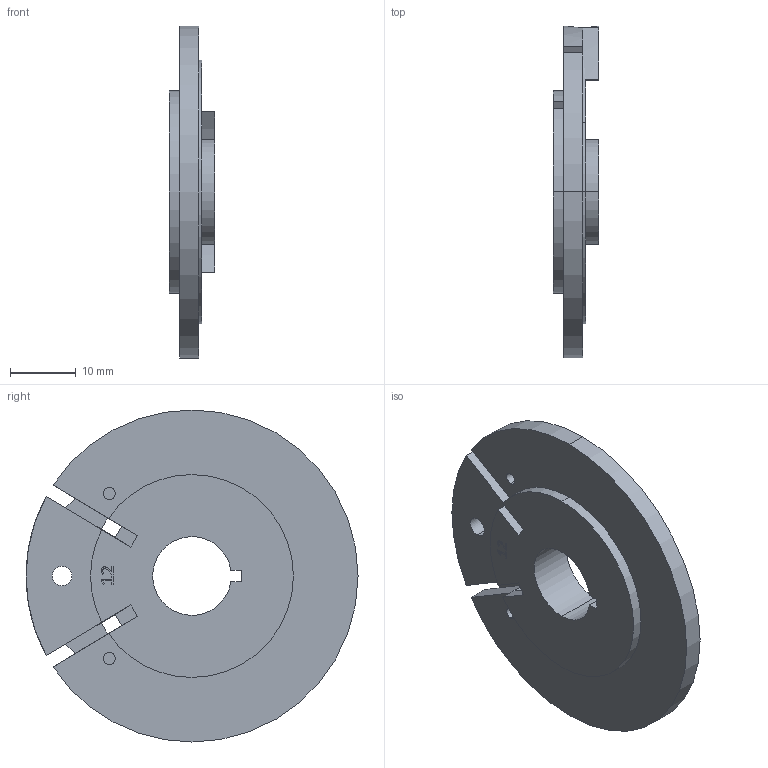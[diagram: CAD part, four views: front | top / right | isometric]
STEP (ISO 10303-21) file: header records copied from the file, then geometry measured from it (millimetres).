
FILE_DESCRIPTION (( 'STEP AP214' ), '1' );
FILE_NAME ('Drum - Disc 12.STEP', '2025-07-06T08:34:49', ( '' ), ( '' ), 'SwSTEP 2.0', 'SolidWorks 2025', '' );
FILE_SCHEMA (( 'AUTOMOTIVE_DESIGN' ));
Length unit declared in the file: millimetre
Products named in the file (1): Drum - Disc 12
Bounding box: 7 x 50.65 x 50.65 mm (x, y, z)
Volume: 7150.9 mm3; surface area: 5253.4 mm2
Topology: 1 solids, 1 shells, 110 faces, 314 edges, 208 vertices
Faces by surface type: plane 68, cylinder 36, bspline 6
Entity records: 3954 total; most frequent: CARTESIAN_POINT 991, ORIENTED_EDGE 628, DIRECTION 594, EDGE_CURVE 314, VECTOR 220, LINE 220, VERTEX_POINT 208, AXIS2_PLACEMENT_3D 187
